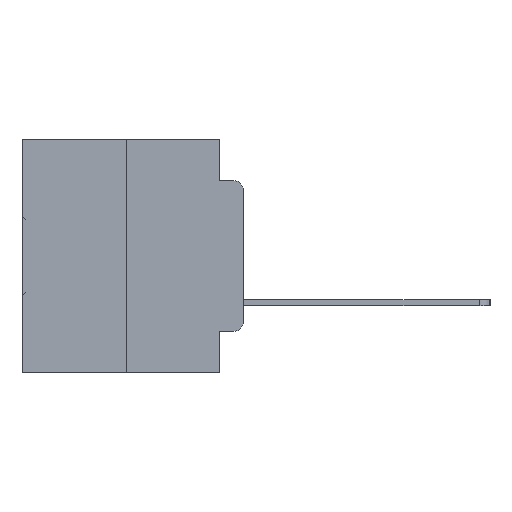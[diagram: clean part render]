
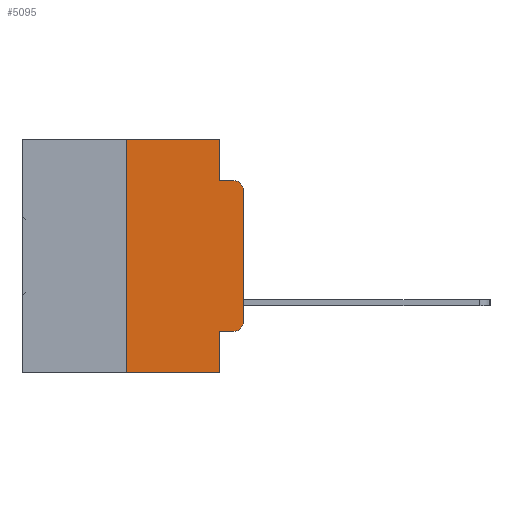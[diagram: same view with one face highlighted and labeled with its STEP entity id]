
A CAD part, left-side view. The second image highlights one B-rep face of the part: STEP entity #5095.
In plain terms, the highlighted planar face has unit normal (-1, 0, 0).
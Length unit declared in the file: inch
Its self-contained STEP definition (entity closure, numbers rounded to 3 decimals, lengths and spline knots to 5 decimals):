
#146 = CIRCLE ( 'NONE', #7754, 0.02 ) ;
#325 = VERTEX_POINT ( 'NONE', #4728 ) ;
#596 = CARTESIAN_POINT ( 'NONE',  ( 0., 0.051, 0. ) ) ;
#684 = EDGE_CURVE ( 'NONE', #325, #29624, #30287, .T. ) ;
#874 = CARTESIAN_POINT ( 'NONE',  ( 0., 0.051, -0.4115 ) ) ;
#1454 = LINE ( 'NONE', #10556, #14467 ) ;
#1479 = VECTOR ( 'NONE', #23801, 39.37008 ) ;
#1534 = VERTEX_POINT ( 'NONE', #13814 ) ;
#1677 = AXIS2_PLACEMENT_3D ( 'NONE', #25926, #13626, #30760 ) ;
#1925 = CARTESIAN_POINT ( 'NONE',  ( 0., 0., -0.1085 ) ) ;
#2329 = CARTESIAN_POINT ( 'NONE',  ( 0., 0.051, -0.4115 ) ) ;
#2873 = EDGE_CURVE ( 'NONE', #3597, #25762, #18808, .T. ) ;
#3211 = DIRECTION ( 'NONE',  ( 0., 0., -1. ) ) ;
#3564 = LINE ( 'NONE', #12403, #4367 ) ;
#3597 = VERTEX_POINT ( 'NONE', #874 ) ;
#3665 = VECTOR ( 'NONE', #15035, 39.37008 ) ;
#3975 = EDGE_LOOP ( 'NONE', ( #27581, #28339, #9318, #22712, #16926, #24977, #12562, #7283, #20832, #27233 ) ) ;
#4367 = VECTOR ( 'NONE', #31900, 39.37008 ) ;
#4388 = VERTEX_POINT ( 'NONE', #12349 ) ;
#4590 = CIRCLE ( 'NONE', #7489, 0.02 ) ;
#4667 = EDGE_CURVE ( 'NONE', #29624, #26317, #27400, .T. ) ;
#4728 = CARTESIAN_POINT ( 'NONE',  ( 0., 0.25, -0.5 ) ) ;
#4953 = DIRECTION ( 'NONE',  ( 0., -1., 0. ) ) ;
#5095 = ADVANCED_FACE ( 'NONE', ( #15110 ), #8462, .F. ) ;
#6147 = CARTESIAN_POINT ( 'NONE',  ( 0., 0.02, -0.1085 ) ) ;
#6643 = VECTOR ( 'NONE', #18530, 39.37008 ) ;
#6863 = CARTESIAN_POINT ( 'NONE',  ( 0., 0.02, -0.3915 ) ) ;
#7283 = ORIENTED_EDGE ( 'NONE', *, *, #2873, .F. ) ;
#7489 = AXIS2_PLACEMENT_3D ( 'NONE', #6863, #24495, #9494 ) ;
#7754 = AXIS2_PLACEMENT_3D ( 'NONE', #6147, #23850, #8814 ) ;
#8147 = CARTESIAN_POINT ( 'NONE',  ( 0., 0.02, -0.4115 ) ) ;
#8462 = PLANE ( 'NONE',  #1677 ) ;
#8814 = DIRECTION ( 'NONE',  ( 0., 0., -1. ) ) ;
#9094 = CARTESIAN_POINT ( 'NONE',  ( 0., 0.02, -0.0885 ) ) ;
#9318 = ORIENTED_EDGE ( 'NONE', *, *, #20481, .F. ) ;
#9494 = DIRECTION ( 'NONE',  ( 0., 0., -1. ) ) ;
#10542 = VERTEX_POINT ( 'NONE', #9094 ) ;
#10556 = CARTESIAN_POINT ( 'NONE',  ( 0., 0., 0. ) ) ;
#10841 = VERTEX_POINT ( 'NONE', #1925 ) ;
#10852 = EDGE_CURVE ( 'NONE', #325, #25762, #3564, .T. ) ;
#11244 = CARTESIAN_POINT ( 'NONE',  ( 0., 0.051, -0.5 ) ) ;
#11589 = EDGE_CURVE ( 'NONE', #1534, #10841, #1454, .T. ) ;
#12349 = CARTESIAN_POINT ( 'NONE',  ( 0., 0.051, -0.0885 ) ) ;
#12403 = CARTESIAN_POINT ( 'NONE',  ( 0., 0.473, -0.5 ) ) ;
#12562 = ORIENTED_EDGE ( 'NONE', *, *, #10852, .T. ) ;
#13430 = CARTESIAN_POINT ( 'NONE',  ( 0., 0.473, 0. ) ) ;
#13626 = DIRECTION ( 'NONE',  ( 1., 0., 0. ) ) ;
#13814 = CARTESIAN_POINT ( 'NONE',  ( 0., 0., -0.3915 ) ) ;
#14235 = VERTEX_POINT ( 'NONE', #8147 ) ;
#14376 = EDGE_CURVE ( 'NONE', #10841, #10542, #146, .T. ) ;
#14467 = VECTOR ( 'NONE', #20731, 39.37008 ) ;
#15035 = DIRECTION ( 'NONE',  ( 0., 0., 1. ) ) ;
#15110 = FACE_OUTER_BOUND ( 'NONE', #3975, .T. ) ;
#15280 = LINE ( 'NONE', #19013, #1479 ) ;
#16336 = VECTOR ( 'NONE', #25863, 39.37008 ) ;
#16926 = ORIENTED_EDGE ( 'NONE', *, *, #4667, .F. ) ;
#18530 = DIRECTION ( 'NONE',  ( 0., -1., 0. ) ) ;
#18808 = LINE ( 'NONE', #25852, #30902 ) ;
#19013 = CARTESIAN_POINT ( 'NONE',  ( 0., 0.051, -0.0885 ) ) ;
#20481 = EDGE_CURVE ( 'NONE', #4388, #10542, #15280, .T. ) ;
#20731 = DIRECTION ( 'NONE',  ( 0., 0., 1. ) ) ;
#20820 = VECTOR ( 'NONE', #4953, 39.37008 ) ;
#20832 = ORIENTED_EDGE ( 'NONE', *, *, #29776, .T. ) ;
#22339 = LINE ( 'NONE', #2329, #20820 ) ;
#22712 = ORIENTED_EDGE ( 'NONE', *, *, #32166, .F. ) ;
#23666 = LINE ( 'NONE', #596, #16336 ) ;
#23801 = DIRECTION ( 'NONE',  ( 0., -1., 0. ) ) ;
#23850 = DIRECTION ( 'NONE',  ( -1., 0., 0. ) ) ;
#24495 = DIRECTION ( 'NONE',  ( -1., 0., 0. ) ) ;
#24977 = ORIENTED_EDGE ( 'NONE', *, *, #684, .F. ) ;
#25762 = VERTEX_POINT ( 'NONE', #11244 ) ;
#25852 = CARTESIAN_POINT ( 'NONE',  ( 0., 0.051, 0. ) ) ;
#25863 = DIRECTION ( 'NONE',  ( 0., 0., -1. ) ) ;
#25926 = CARTESIAN_POINT ( 'NONE',  ( 0., 0.473, 0. ) ) ;
#26317 = VERTEX_POINT ( 'NONE', #28157 ) ;
#27233 = ORIENTED_EDGE ( 'NONE', *, *, #32392, .T. ) ;
#27400 = LINE ( 'NONE', #13430, #6643 ) ;
#27581 = ORIENTED_EDGE ( 'NONE', *, *, #11589, .T. ) ;
#28157 = CARTESIAN_POINT ( 'NONE',  ( 0., 0.051, 0. ) ) ;
#28339 = ORIENTED_EDGE ( 'NONE', *, *, #14376, .T. ) ;
#29258 = CARTESIAN_POINT ( 'NONE',  ( 0., 0.25, 0. ) ) ;
#29624 = VERTEX_POINT ( 'NONE', #29258 ) ;
#29776 = EDGE_CURVE ( 'NONE', #3597, #14235, #22339, .T. ) ;
#30287 = LINE ( 'NONE', #30378, #3665 ) ;
#30378 = CARTESIAN_POINT ( 'NONE',  ( 0., 0.25, 0. ) ) ;
#30760 = DIRECTION ( 'NONE',  ( 0., 0., -1. ) ) ;
#30902 = VECTOR ( 'NONE', #3211, 39.37008 ) ;
#31900 = DIRECTION ( 'NONE',  ( 0., -1., 0. ) ) ;
#32166 = EDGE_CURVE ( 'NONE', #26317, #4388, #23666, .T. ) ;
#32392 = EDGE_CURVE ( 'NONE', #14235, #1534, #4590, .T. ) ;
